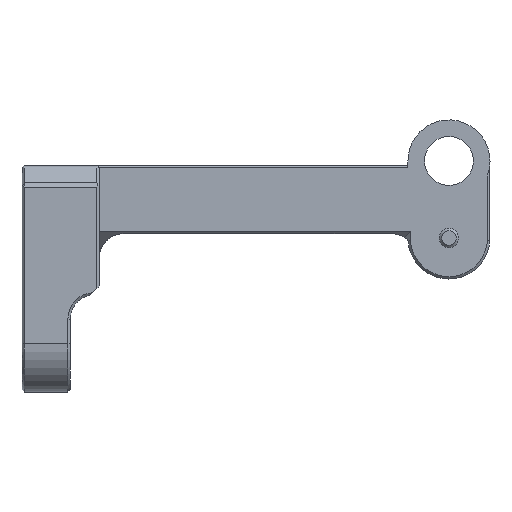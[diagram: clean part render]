
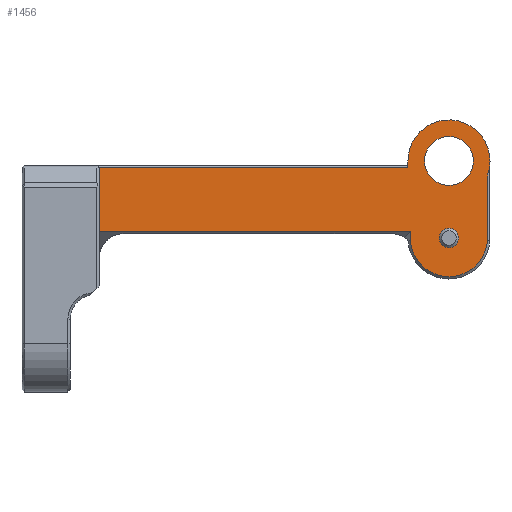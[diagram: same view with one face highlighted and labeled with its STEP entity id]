
A CAD part, front view. The second image highlights one B-rep face of the part: STEP entity #1456.
In plain terms, the highlighted planar face has unit normal (0, -1, 0).
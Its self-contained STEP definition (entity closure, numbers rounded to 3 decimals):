
#28=FACE_BOUND('',#256,.T.);
#29=FACE_BOUND('',#257,.T.);
#89=PLANE('',#1591);
#168=FACE_OUTER_BOUND('',#255,.T.);
#255=EDGE_LOOP('',(#1293,#1294,#1295,#1296,#1297,#1298,#1299,#1300,#1301));
#256=EDGE_LOOP('',(#1302));
#257=EDGE_LOOP('',(#1303));
#288=CIRCLE('',#1570,1.);
#290=CIRCLE('',#1575,4.008);
#292=CIRCLE('',#1587,2.525);
#293=CIRCLE('',#1592,4.257);
#415=LINE('',#2744,#548);
#419=LINE('',#2926,#552);
#430=LINE('',#2962,#563);
#452=LINE('',#3039,#585);
#454=LINE('',#3052,#587);
#455=LINE('',#3054,#588);
#461=LINE('',#3086,#594);
#548=VECTOR('',#1804,10.);
#552=VECTOR('',#1816,10.);
#563=VECTOR('',#1841,10.);
#585=VECTOR('',#1913,10.);
#587=VECTOR('',#1925,10.);
#588=VECTOR('',#1928,10.);
#594=VECTOR('',#1962,10.);
#681=VERTEX_POINT('',#2741);
#682=VERTEX_POINT('',#2743);
#683=VERTEX_POINT('',#2925);
#694=VERTEX_POINT('',#2960);
#718=VERTEX_POINT('',#3031);
#719=VERTEX_POINT('',#3036);
#720=VERTEX_POINT('',#3038);
#721=VERTEX_POINT('',#3043);
#722=VERTEX_POINT('',#3050);
#723=VERTEX_POINT('',#3077);
#724=VERTEX_POINT('',#3084);
#854=EDGE_CURVE('',#682,#681,#415,.T.);
#860=EDGE_CURVE('',#682,#683,#419,.T.);
#876=EDGE_CURVE('',#681,#694,#430,.T.);
#910=EDGE_CURVE('',#718,#718,#288,.T.);
#912=EDGE_CURVE('',#719,#720,#452,.T.);
#916=EDGE_CURVE('',#721,#719,#290,.T.);
#918=EDGE_CURVE('',#722,#721,#454,.T.);
#919=EDGE_CURVE('',#720,#694,#455,.T.);
#927=EDGE_CURVE('',#723,#723,#292,.T.);
#928=EDGE_CURVE('',#724,#722,#293,.T.);
#929=EDGE_CURVE('',#724,#683,#461,.T.);
#1293=ORIENTED_EDGE('',*,*,#860,.F.);
#1294=ORIENTED_EDGE('',*,*,#854,.T.);
#1295=ORIENTED_EDGE('',*,*,#876,.T.);
#1296=ORIENTED_EDGE('',*,*,#919,.F.);
#1297=ORIENTED_EDGE('',*,*,#912,.F.);
#1298=ORIENTED_EDGE('',*,*,#916,.F.);
#1299=ORIENTED_EDGE('',*,*,#918,.F.);
#1300=ORIENTED_EDGE('',*,*,#928,.F.);
#1301=ORIENTED_EDGE('',*,*,#929,.T.);
#1302=ORIENTED_EDGE('',*,*,#927,.T.);
#1303=ORIENTED_EDGE('',*,*,#910,.F.);
#1456=ADVANCED_FACE('',(#168,#28,#29),#89,.F.);
#1570=AXIS2_PLACEMENT_3D('',#3033,#1906,#1907);
#1575=AXIS2_PLACEMENT_3D('',#3048,#1919,#1920);
#1587=AXIS2_PLACEMENT_3D('',#3079,#1950,#1951);
#1591=AXIS2_PLACEMENT_3D('',#3083,#1958,#1959);
#1592=AXIS2_PLACEMENT_3D('',#3085,#1960,#1961);
#1804=DIRECTION('',(0.577,0.,-0.816));
#1816=DIRECTION('',(1.,0.,0.));
#1841=DIRECTION('',(0.,0.,-1.));
#1906=DIRECTION('center_axis',(0.,-1.,0.));
#1907=DIRECTION('ref_axis',(1.,0.,0.));
#1913=DIRECTION('',(0.,0.,1.));
#1919=DIRECTION('center_axis',(0.,1.,0.));
#1920=DIRECTION('ref_axis',(0.998,0.,-0.061));
#1925=DIRECTION('',(0.,0.,-1.));
#1928=DIRECTION('',(-1.,0.,0.));
#1950=DIRECTION('center_axis',(0.,1.,0.));
#1951=DIRECTION('ref_axis',(0.,0.,-1.));
#1958=DIRECTION('center_axis',(0.,1.,0.));
#1959=DIRECTION('ref_axis',(1.,0.,0.));
#1960=DIRECTION('center_axis',(0.,1.,0.));
#1961=DIRECTION('ref_axis',(-0.998,0.,-0.057));
#1962=DIRECTION('',(0.,0.,-1.));
#2741=CARTESIAN_POINT('',(-32.,0.,7.436));
#2743=CARTESIAN_POINT('',(-32.073,0.,7.539));
#2744=CARTESIAN_POINT('',(-24.996,0.,-2.469));
#2925=CARTESIAN_POINT('',(0.,0.,7.539));
#2926=CARTESIAN_POINT('',(2.125,0.,7.539));
#2960=CARTESIAN_POINT('',(-32.,0.,0.95));
#2962=CARTESIAN_POINT('',(-32.,0.,3.02));
#3031=CARTESIAN_POINT('',(3.25,0.,0.258));
#3033=CARTESIAN_POINT('Origin',(4.25,0.,0.258));
#3036=CARTESIAN_POINT('',(0.25,0.,0.008));
#3038=CARTESIAN_POINT('',(0.25,0.,0.95));
#3039=CARTESIAN_POINT('',(0.25,0.,2.125));
#3043=CARTESIAN_POINT('',(8.25,0.,0.008));
#3048=CARTESIAN_POINT('Origin',(4.25,0.,0.258));
#3050=CARTESIAN_POINT('',(8.25,0.,6.786));
#3052=CARTESIAN_POINT('',(8.25,0.,6.125));
#3054=CARTESIAN_POINT('',(2.125,0.,0.95));
#3077=CARTESIAN_POINT('',(4.25,0.,10.768));
#3079=CARTESIAN_POINT('Origin',(4.25,0.,8.243));
#3083=CARTESIAN_POINT('Origin',(4.25,0.,4.25));
#3084=CARTESIAN_POINT('',(0.,0.,8.));
#3085=CARTESIAN_POINT('Origin',(4.25,0.,8.243));
#3086=CARTESIAN_POINT('',(0.,0.,5.92));
